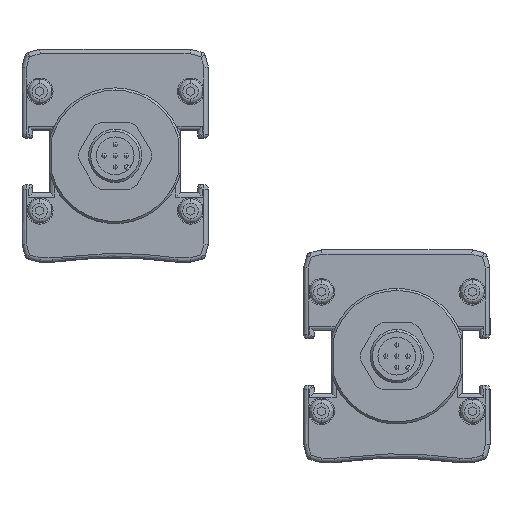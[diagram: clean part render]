
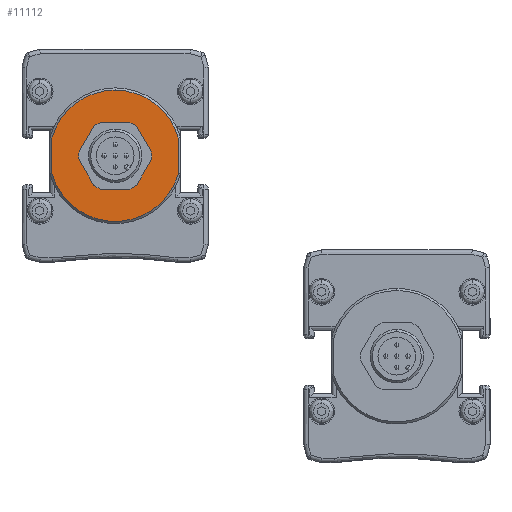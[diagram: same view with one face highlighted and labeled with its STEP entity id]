
A CAD part, front view. The second image highlights one B-rep face of the part: STEP entity #11112.
In plain terms, the highlighted planar face has unit normal (0, -1, 0).
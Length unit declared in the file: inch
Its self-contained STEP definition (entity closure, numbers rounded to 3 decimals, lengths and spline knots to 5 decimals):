
#2246 = CARTESIAN_POINT ( 'NONE',  ( 0., -14.8622, 0. ) ) ;
#3546 = PLANE ( 'NONE',  #14124 ) ;
#5906 = VERTEX_POINT ( 'NONE', #14670 ) ;
#6119 = CARTESIAN_POINT ( 'NONE',  ( -0.56102, -14.8622, -0.15737 ) ) ;
#6176 = DIRECTION ( 'NONE',  ( 0., 0., -1. ) ) ;
#6360 = AXIS2_PLACEMENT_3D ( 'NONE', #39155, #23498, #16702 ) ;
#6739 = CARTESIAN_POINT ( 'NONE',  ( 0., -14.8622, 0.58268 ) ) ;
#7087 = CARTESIAN_POINT ( 'NONE',  ( -0.56102, -14.8622, 0. ) ) ;
#8693 = DIRECTION ( 'NONE',  ( -1., 0., 0. ) ) ;
#9193 = ORIENTED_EDGE ( 'NONE', *, *, #30724, .F. ) ;
#9842 = CARTESIAN_POINT ( 'NONE',  ( 0.56102, -14.8622, 0. ) ) ;
#11112 = ADVANCED_FACE ( 'NONE', ( #24113 ), #3546, .T. ) ;
#11195 = DIRECTION ( 'NONE',  ( 0., 0., -1. ) ) ;
#12420 = VECTOR ( 'NONE', #11195, 39.37008 ) ;
#14124 = AXIS2_PLACEMENT_3D ( 'NONE', #34326, #31478, #27785 ) ;
#14670 = CARTESIAN_POINT ( 'NONE',  ( 0.56102, -14.8622, -0.15737 ) ) ;
#14864 = CARTESIAN_POINT ( 'NONE',  ( 0., -14.8622, 0. ) ) ;
#15267 = VECTOR ( 'NONE', #6176, 39.37008 ) ;
#15279 = CIRCLE ( 'NONE', #39657, 0.58268 ) ;
#15338 = CARTESIAN_POINT ( 'NONE',  ( 0.56102, -14.8622, 0.15737 ) ) ;
#15509 = VERTEX_POINT ( 'NONE', #17409 ) ;
#16702 = DIRECTION ( 'NONE',  ( -1., 0., 0. ) ) ;
#16837 = ORIENTED_EDGE ( 'NONE', *, *, #26127, .F. ) ;
#17409 = CARTESIAN_POINT ( 'NONE',  ( -0.56102, -14.8622, 0.15737 ) ) ;
#17806 = LINE ( 'NONE', #7087, #12420 ) ;
#20903 = EDGE_CURVE ( 'NONE', #15509, #21355, #17806, .T. ) ;
#21047 = ORIENTED_EDGE ( 'NONE', *, *, #20903, .T. ) ;
#21112 = EDGE_CURVE ( 'NONE', #30481, #5906, #36094, .T. ) ;
#21355 = VERTEX_POINT ( 'NONE', #6119 ) ;
#21744 = DIRECTION ( 'NONE',  ( -1., 0., 0. ) ) ;
#23498 = DIRECTION ( 'NONE',  ( 0., 1., 0. ) ) ;
#24008 = EDGE_CURVE ( 'NONE', #33328, #30481, #35445, .T. ) ;
#24113 = FACE_OUTER_BOUND ( 'NONE', #37257, .T. ) ;
#26127 = EDGE_CURVE ( 'NONE', #15509, #33328, #39829, .T. ) ;
#27785 = DIRECTION ( 'NONE',  ( 0., 0., -1. ) ) ;
#30481 = VERTEX_POINT ( 'NONE', #15338 ) ;
#30724 = EDGE_CURVE ( 'NONE', #5906, #21355, #15279, .T. ) ;
#31478 = DIRECTION ( 'NONE',  ( 0., -1., 0. ) ) ;
#33143 = ORIENTED_EDGE ( 'NONE', *, *, #21112, .F. ) ;
#33328 = VERTEX_POINT ( 'NONE', #6739 ) ;
#34326 = CARTESIAN_POINT ( 'NONE',  ( 0., -14.8622, 0. ) ) ;
#35437 = DIRECTION ( 'NONE',  ( 0., 1., 0. ) ) ;
#35445 = CIRCLE ( 'NONE', #39703, 0.58268 ) ;
#36094 = LINE ( 'NONE', #9842, #15267 ) ;
#36680 = ORIENTED_EDGE ( 'NONE', *, *, #24008, .F. ) ;
#37257 = EDGE_LOOP ( 'NONE', ( #36680, #16837, #21047, #9193, #33143 ) ) ;
#38823 = DIRECTION ( 'NONE',  ( 0., 1., 0. ) ) ;
#39155 = CARTESIAN_POINT ( 'NONE',  ( 0., -14.8622, 0. ) ) ;
#39657 = AXIS2_PLACEMENT_3D ( 'NONE', #14864, #38823, #8693 ) ;
#39703 = AXIS2_PLACEMENT_3D ( 'NONE', #2246, #35437, #21744 ) ;
#39829 = CIRCLE ( 'NONE', #6360, 0.58268 ) ;
